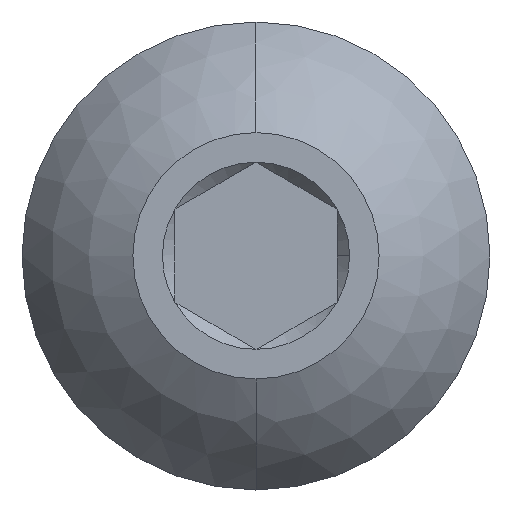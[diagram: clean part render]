
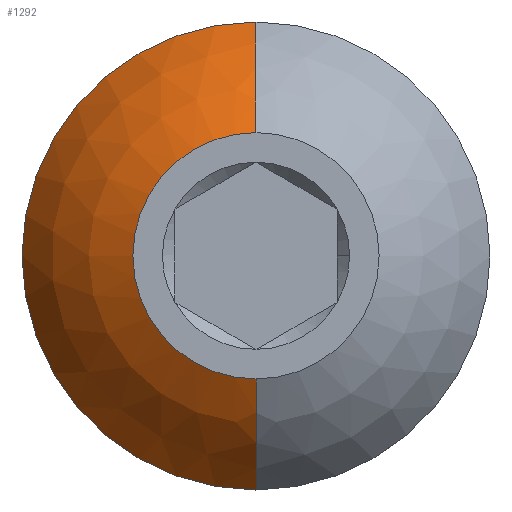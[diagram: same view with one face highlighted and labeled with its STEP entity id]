
A CAD part, top view. The second image highlights one B-rep face of the part: STEP entity #1292.
In plain terms, the highlighted spherical face has radius 5.172 mm.
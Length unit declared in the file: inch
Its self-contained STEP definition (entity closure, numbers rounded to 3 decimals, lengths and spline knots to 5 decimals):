
#7 = CARTESIAN_POINT ( 'NONE',  ( 0., 0., -0.18011 ) ) ;
#13 = EDGE_CURVE ( 'NONE', #103, #848, #284, .T. ) ;
#103 = VERTEX_POINT ( 'NONE', #1688 ) ;
#143 = FACE_OUTER_BOUND ( 'NONE', #958, .T. ) ;
#284 = CIRCLE ( 'NONE', #1552, 0.20363 ) ;
#302 = DIRECTION ( 'NONE',  ( 0., 0., -1. ) ) ;
#331 = VERTEX_POINT ( 'NONE', #1637 ) ;
#475 = ORIENTED_EDGE ( 'NONE', *, *, #953, .T. ) ;
#488 = AXIS2_PLACEMENT_3D ( 'NONE', #2083, #1080, #1398 ) ;
#545 = CARTESIAN_POINT ( 'NONE',  ( 0., 0.095, 0. ) ) ;
#553 = DIRECTION ( 'NONE',  ( 0., 0., 1. ) ) ;
#607 = VERTEX_POINT ( 'NONE', #846 ) ;
#696 = CIRCLE ( 'NONE', #1833, 0.1805 ) ;
#739 = DIRECTION ( 'NONE',  ( 0., 0., 1. ) ) ;
#767 = CIRCLE ( 'NONE', #488, 0.20363 ) ;
#846 = CARTESIAN_POINT ( 'NONE',  ( -0.1805, 0., -0.08585 ) ) ;
#848 = VERTEX_POINT ( 'NONE', #545 ) ;
#872 = CIRCLE ( 'NONE', #1368, 0.1805 ) ;
#953 = EDGE_CURVE ( 'NONE', #331, #1551, #767, .T. ) ;
#958 = EDGE_LOOP ( 'NONE', ( #1255, #1640, #1846, #475, #1741 ) ) ;
#1040 = CARTESIAN_POINT ( 'NONE',  ( 0., -0.095, 0. ) ) ;
#1073 = CARTESIAN_POINT ( 'NONE',  ( 0., 0., 0. ) ) ;
#1080 = DIRECTION ( 'NONE',  ( -1., 0., 0. ) ) ;
#1164 = AXIS2_PLACEMENT_3D ( 'NONE', #1073, #1238, #1747 ) ;
#1198 = CARTESIAN_POINT ( 'NONE',  ( 0., 0., -0.08585 ) ) ;
#1238 = DIRECTION ( 'NONE',  ( 0., 0., 1. ) ) ;
#1255 = ORIENTED_EDGE ( 'NONE', *, *, #13, .F. ) ;
#1264 = CIRCLE ( 'NONE', #1164, 0.095 ) ;
#1292 = ADVANCED_FACE ( 'NONE', ( #143 ), #2160, .T. ) ;
#1313 = DIRECTION ( 'NONE',  ( 1., 0., 0. ) ) ;
#1356 = CARTESIAN_POINT ( 'NONE',  ( 0., 0., -0.18011 ) ) ;
#1368 = AXIS2_PLACEMENT_3D ( 'NONE', #1198, #739, #2077 ) ;
#1398 = DIRECTION ( 'NONE',  ( 0., -1., 0. ) ) ;
#1477 = DIRECTION ( 'NONE',  ( 0., 1., 0. ) ) ;
#1551 = VERTEX_POINT ( 'NONE', #1040 ) ;
#1552 = AXIS2_PLACEMENT_3D ( 'NONE', #1356, #1313, #1477 ) ;
#1556 = DIRECTION ( 'NONE',  ( 1., 0., 0. ) ) ;
#1583 = EDGE_CURVE ( 'NONE', #103, #607, #872, .T. ) ;
#1609 = EDGE_CURVE ( 'NONE', #848, #1551, #1264, .T. ) ;
#1637 = CARTESIAN_POINT ( 'NONE',  ( 0., -0.1805, -0.08585 ) ) ;
#1640 = ORIENTED_EDGE ( 'NONE', *, *, #1583, .T. ) ;
#1653 = EDGE_CURVE ( 'NONE', #607, #331, #696, .T. ) ;
#1688 = CARTESIAN_POINT ( 'NONE',  ( 0., 0.1805, -0.08585 ) ) ;
#1741 = ORIENTED_EDGE ( 'NONE', *, *, #1609, .F. ) ;
#1747 = DIRECTION ( 'NONE',  ( 1., 0., 0. ) ) ;
#1833 = AXIS2_PLACEMENT_3D ( 'NONE', #2065, #553, #1556 ) ;
#1846 = ORIENTED_EDGE ( 'NONE', *, *, #1653, .T. ) ;
#1943 = AXIS2_PLACEMENT_3D ( 'NONE', #7, #302, #2192 ) ;
#2065 = CARTESIAN_POINT ( 'NONE',  ( 0., 0., -0.08585 ) ) ;
#2077 = DIRECTION ( 'NONE',  ( 1., 0., 0. ) ) ;
#2083 = CARTESIAN_POINT ( 'NONE',  ( 0., 0., -0.18011 ) ) ;
#2160 = SPHERICAL_SURFACE ( 'NONE', #1943, 0.20363 ) ;
#2192 = DIRECTION ( 'NONE',  ( 0., -1., 0. ) ) ;
